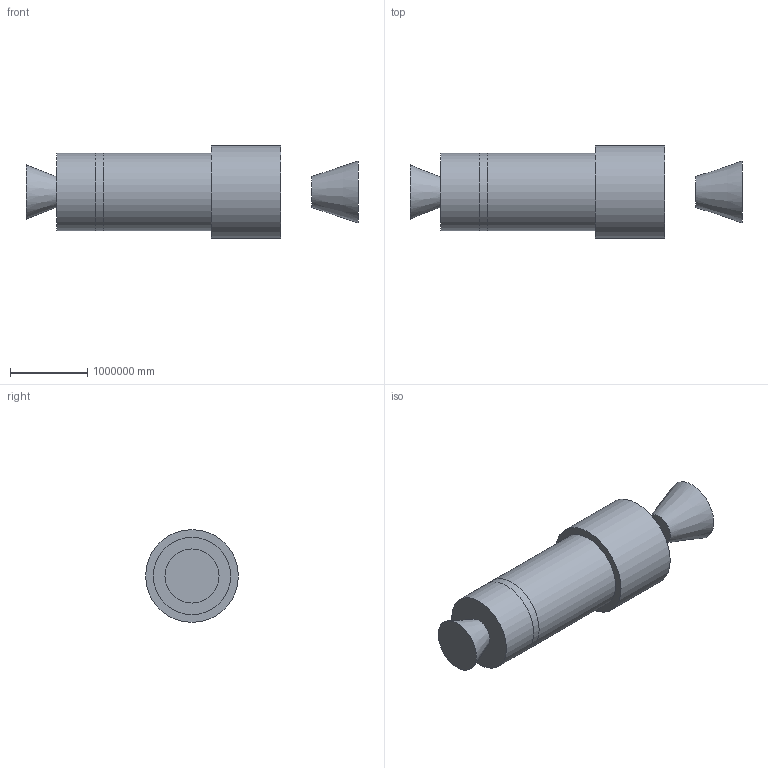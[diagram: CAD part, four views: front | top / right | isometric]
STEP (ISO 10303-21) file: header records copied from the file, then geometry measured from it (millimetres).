
FILE_DESCRIPTION(('FreeCAD Model'),'2;1');
FILE_NAME('Open CASCADE Shape Model','2025-09-13T04:27:10',('Author'),( ''),'Open CASCADE STEP processor 7.8','FreeCAD','Unknown');
FILE_SCHEMA(('AUTOMOTIVE_DESIGN { 1 0 10303 214 1 1 1 1 }'));
Length unit declared in the file: metre
Products named in the file (12): Mid; Rear; Nose; Reactor_Core; Cockpit; Aerospike_Core; Hull_Blindada_fallback; Aerospike_CC_fallback; Aerospike_Inconel_fallback; Aerospike_Kevlar_fallback; Destiny_DFD_Aerospike_Assembly; Aerospike_Nozzle
Bounding box: 4300000 x 1200000 x 1200000 mm (x, y, z)
Surface area: 53354504471872.6 mm2
Topology: 14 solids, 14 shells, 49 faces, 56 edges, 37 vertices
Faces by surface type: plane 30, cylinder 14, cone 5
Full cylindrical faces by diameter (mm): 400000 x4, 900000 x1, 1000000 x6, 1200000 x3
Entity records: 1909 total; most frequent: DIRECTION 296, CARTESIAN_POINT 250, ORIENTED_EDGE 108, PCURVE 108, DEFINITIONAL_REPRESENTATION 108, LINE 92, VECTOR 92, AXIS2_PLACEMENT_3D 85
